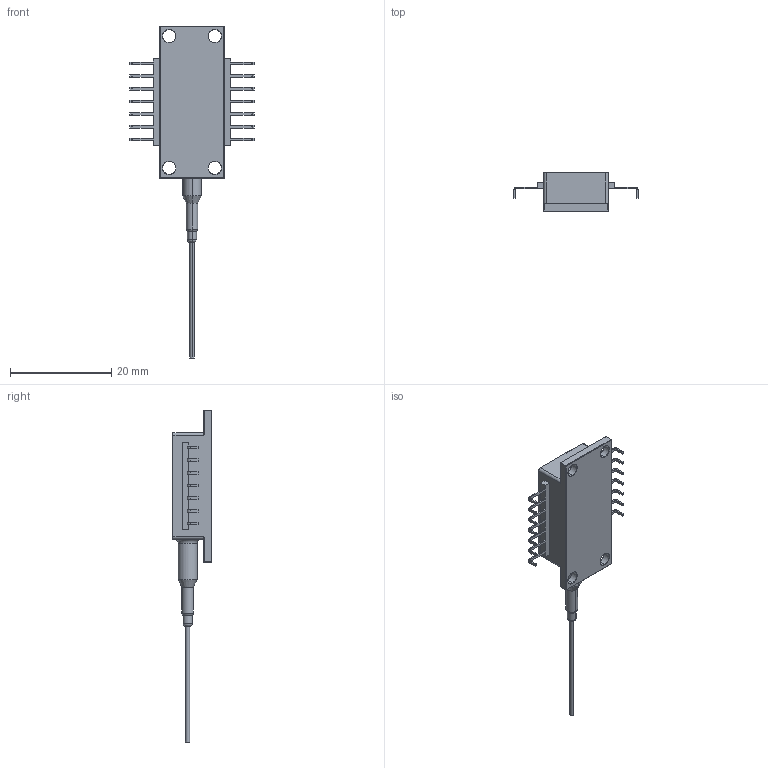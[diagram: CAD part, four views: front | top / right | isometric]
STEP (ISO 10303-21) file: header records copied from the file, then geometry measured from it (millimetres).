
FILE_DESCRIPTION (( 'STEP AP214' ), '1' );
FILE_NAME ('User Library-LC96P.STEP', '2020-02-18T08:55:27', ( '' ), ( '' ), 'SwSTEP 2.0', 'SolidWorks 2018', '' );
FILE_SCHEMA (( 'AUTOMOTIVE_DESIGN' ));
Length unit declared in the file: millimetre
Products named in the file (1): User Library-LC96P
Bounding box: 24.49 x 7.66 x 65.5 mm (x, y, z)
Volume: 2385.2 mm3; surface area: 1739.5 mm2
Topology: 1 solids, 1 shells, 852 faces, 2164 edges, 1370 vertices
Faces by surface type: plane 506, bspline 206, cylinder 100, torus 30, sphere 8, cone 2
Entity records: 36867 total; most frequent: CARTESIAN_POINT 16665, ORIENTED_EDGE 4304, DIRECTION 3258, EDGE_CURVE 2152, VECTOR 1500, LINE 1500, VERTEX_POINT 1370, EDGE_LOOP 928
